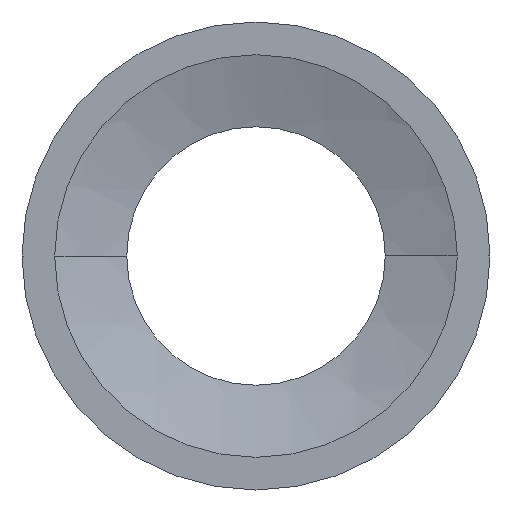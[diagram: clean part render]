
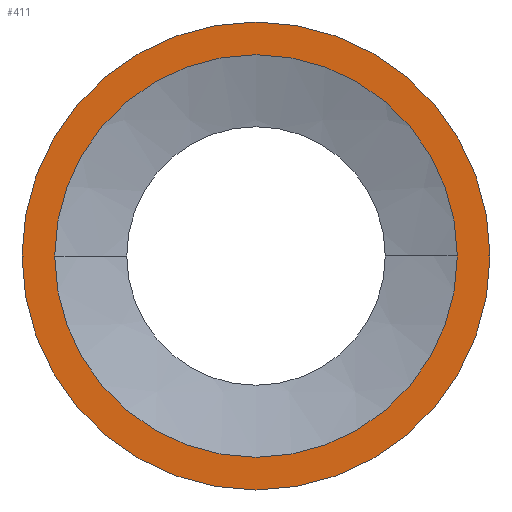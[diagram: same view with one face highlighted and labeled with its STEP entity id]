
A CAD part, front view. The second image highlights one B-rep face of the part: STEP entity #411.
In plain terms, the highlighted planar face has unit normal (0, -1, 0).
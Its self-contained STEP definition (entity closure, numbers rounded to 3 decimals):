
#20 = CARTESIAN_POINT ( 'NONE',  ( -16.566, 229.769, 0. ) ) ;
#44 = VERTEX_POINT ( 'NONE', #1497 ) ;
#92 = VERTEX_POINT ( 'NONE', #20 ) ;
#108 = CARTESIAN_POINT ( 'NONE',  ( 0., 229.769, 0. ) ) ;
#119 = DIRECTION ( 'NONE',  ( 0., -1., 0. ) ) ;
#159 = AXIS2_PLACEMENT_3D ( 'NONE', #242, #863, #1324 ) ;
#195 = VERTEX_POINT ( 'NONE', #1206 ) ;
#205 = CIRCLE ( 'NONE', #1118, 16.566 ) ;
#242 = CARTESIAN_POINT ( 'NONE',  ( 78.746, 229.769, -41. ) ) ;
#247 = FACE_BOUND ( 'NONE', #593, .T. ) ;
#332 = DIRECTION ( 'NONE',  ( -1., 0., 0. ) ) ;
#351 = PLANE ( 'NONE',  #159 ) ;
#411 = ADVANCED_FACE ( 'NONE', ( #835, #247 ), #351, .F. ) ;
#460 = DIRECTION ( 'NONE',  ( 0., -1., 0. ) ) ;
#483 = EDGE_CURVE ( 'NONE', #44, #92, #205, .T. ) ;
#593 = EDGE_LOOP ( 'NONE', ( #1544, #1457 ) ) ;
#715 = CARTESIAN_POINT ( 'NONE',  ( 0., 229.769, 0. ) ) ;
#725 = CIRCLE ( 'NONE', #1259, 16.566 ) ;
#741 = CARTESIAN_POINT ( 'NONE',  ( 0., 229.769, 0. ) ) ;
#790 = ORIENTED_EDGE ( 'NONE', *, *, #483, .T. ) ;
#807 = DIRECTION ( 'NONE',  ( -1., 0., 0. ) ) ;
#816 = DIRECTION ( 'NONE',  ( 0., 1., 0. ) ) ;
#824 = CARTESIAN_POINT ( 'NONE',  ( 0., 229.769, 0. ) ) ;
#835 = FACE_OUTER_BOUND ( 'NONE', #1320, .T. ) ;
#855 = CIRCLE ( 'NONE', #1478, 14.249 ) ;
#863 = DIRECTION ( 'NONE',  ( 0., 1., 0. ) ) ;
#869 = ORIENTED_EDGE ( 'NONE', *, *, #1194, .T. ) ;
#931 = VERTEX_POINT ( 'NONE', #1389 ) ;
#985 = AXIS2_PLACEMENT_3D ( 'NONE', #741, #1480, #1599 ) ;
#1118 = AXIS2_PLACEMENT_3D ( 'NONE', #108, #119, #1202 ) ;
#1194 = EDGE_CURVE ( 'NONE', #92, #44, #725, .T. ) ;
#1202 = DIRECTION ( 'NONE',  ( -1., 0., 0. ) ) ;
#1206 = CARTESIAN_POINT ( 'NONE',  ( -14.249, 229.769, 0. ) ) ;
#1259 = AXIS2_PLACEMENT_3D ( 'NONE', #824, #460, #332 ) ;
#1311 = EDGE_CURVE ( 'NONE', #931, #195, #855, .T. ) ;
#1320 = EDGE_LOOP ( 'NONE', ( #869, #790 ) ) ;
#1324 = DIRECTION ( 'NONE',  ( -1., 0., 0. ) ) ;
#1389 = CARTESIAN_POINT ( 'NONE',  ( 14.249, 229.769, 0. ) ) ;
#1436 = EDGE_CURVE ( 'NONE', #195, #931, #1585, .T. ) ;
#1457 = ORIENTED_EDGE ( 'NONE', *, *, #1311, .T. ) ;
#1478 = AXIS2_PLACEMENT_3D ( 'NONE', #715, #816, #807 ) ;
#1480 = DIRECTION ( 'NONE',  ( 0., 1., 0. ) ) ;
#1497 = CARTESIAN_POINT ( 'NONE',  ( 16.566, 229.769, 0. ) ) ;
#1544 = ORIENTED_EDGE ( 'NONE', *, *, #1436, .T. ) ;
#1585 = CIRCLE ( 'NONE', #985, 14.249 ) ;
#1599 = DIRECTION ( 'NONE',  ( -1., 0., 0. ) ) ;
